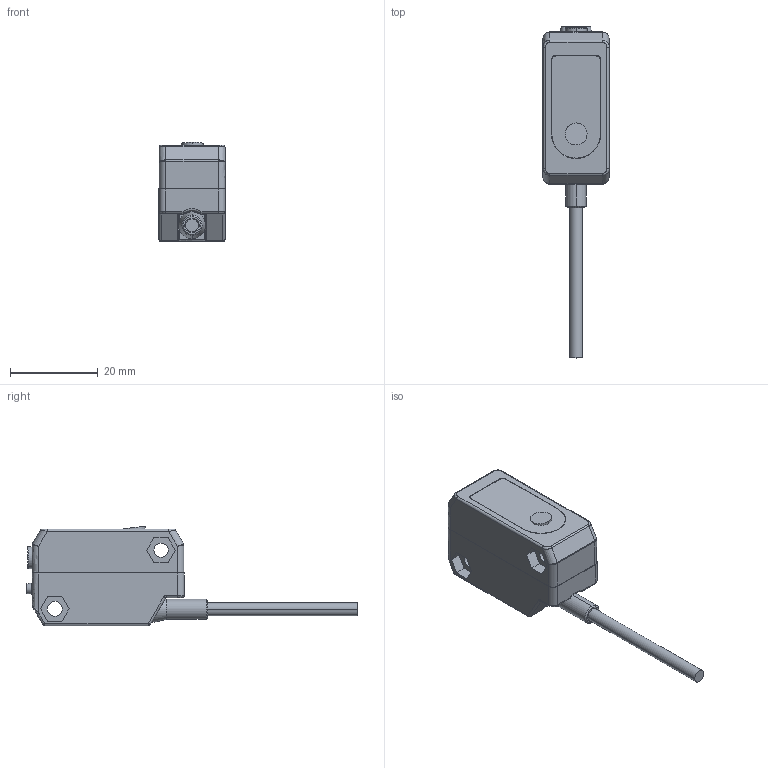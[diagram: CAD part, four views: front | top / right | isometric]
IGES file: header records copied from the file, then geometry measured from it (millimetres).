
Start section:  PTC IGES file: 139429.igs
Global section: file name: 139429.igs; native system: Pro/ENGINEER by Parametric Technology Corporation; preprocessor: 2006170; author: banengservice; organization: Unknown; date: 20080505.120729; units: inch
Bounding box: 15.05 x 75.68 x 22.62 mm (x, y, z)
Volume: 5800.8 mm3; surface area: 8205.3 mm2
Topology: 5 solids, 5 shells, 959 faces, 2452 edges, 1558 vertices
Faces by surface type: bspline 466, revolution 370, extrusion 123
